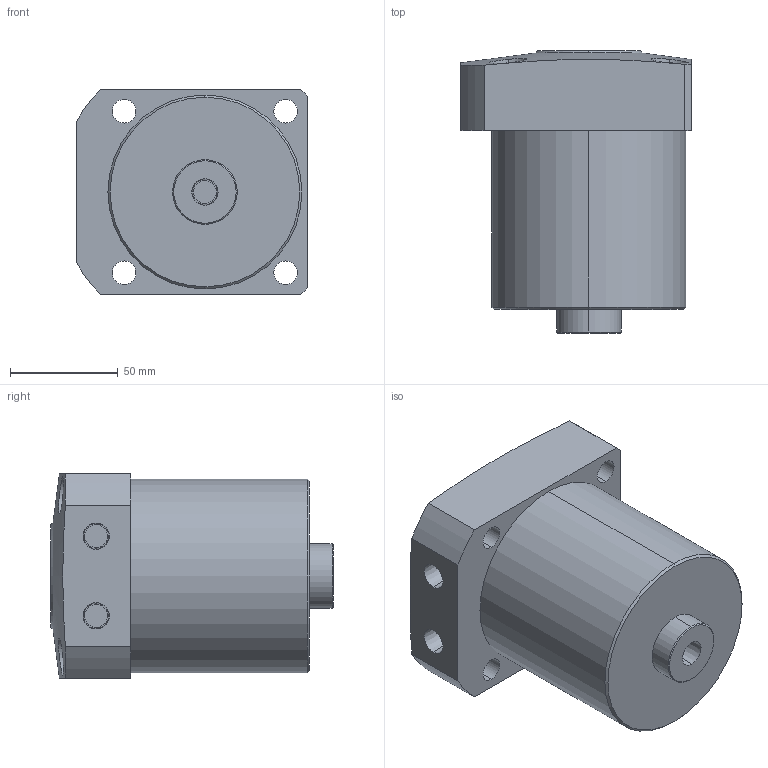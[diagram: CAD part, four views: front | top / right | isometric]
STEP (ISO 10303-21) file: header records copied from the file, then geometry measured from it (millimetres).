
FILE_DESCRIPTION (( 'STEP AP203' ), '1' );
FILE_NAME ('FP0900-SD.STEP', '2019-09-24T03:40:27', ( '微软用户' ), ( '微软中国' ), 'SwSTEP 2.0', 'SolidWorks 2012', '' );
FILE_SCHEMA (( 'CONFIG_CONTROL_DESIGN' ));
Length unit declared in the file: millimetre
Products named in the file (1): FP0900-SD
Bounding box: 107 x 131 x 95 mm (x, y, z)
Volume: 850039.2 mm3; surface area: 63055.7 mm2
Topology: 1 solids, 1 shells, 69 faces, 152 edges, 98 vertices
Faces by surface type: cylinder 30, plane 21, cone 16, torus 2
Entity records: 2399 total; most frequent: CARTESIAN_POINT 734, DIRECTION 354, ORIENTED_EDGE 304, EDGE_CURVE 152, AXIS2_PLACEMENT_3D 148, VERTEX_POINT 98, EDGE_LOOP 90, CIRCLE 78
